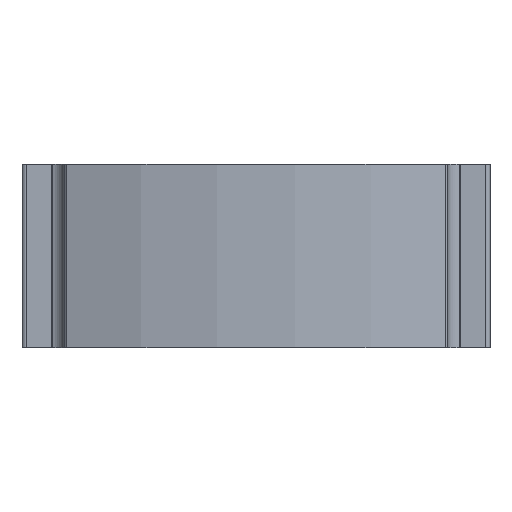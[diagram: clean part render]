
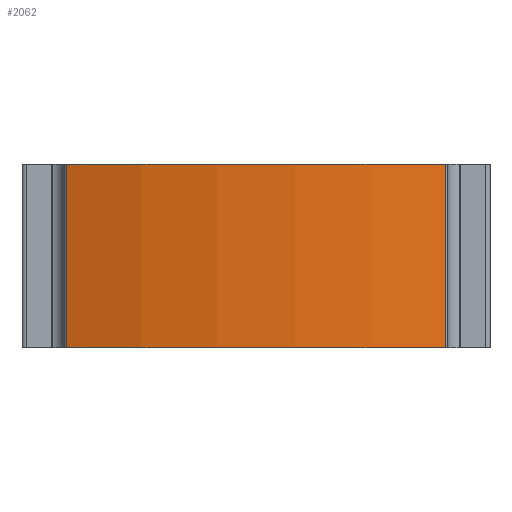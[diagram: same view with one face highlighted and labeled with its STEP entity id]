
A CAD part, front view. The second image highlights one B-rep face of the part: STEP entity #2062.
In plain terms, the highlighted cylindrical face has radius 65.857 mm (diameter 131.714 mm), a partial arc.
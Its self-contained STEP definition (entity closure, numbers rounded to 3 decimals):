
#44 = PLANE('',#45);
#45 = AXIS2_PLACEMENT_3D('',#46,#47,#48);
#46 = CARTESIAN_POINT('',(0.,0.047,0.));
#47 = DIRECTION('',(0.,0.,1.));
#48 = DIRECTION('',(1.,0.,0.));
#100 = PLANE('',#101);
#101 = AXIS2_PLACEMENT_3D('',#102,#103,#104);
#102 = CARTESIAN_POINT('',(0.,0.047,22.));
#103 = DIRECTION('',(0.,0.,1.));
#104 = DIRECTION('',(1.,0.,0.));
#314 = VERTEX_POINT('',#315);
#315 = CARTESIAN_POINT('',(-22.719,-23.904,0.));
#347 = ( BOUNDED_SURFACE() B_SPLINE_SURFACE(2,2,(
    (#348,#349,#350,#351,#352)
    ,(#353,#354,#355,#356,#357)
    ,(#358,#359,#360,#361,#362
)),.UNSPECIFIED.,.F.,.F.,.F.) B_SPLINE_SURFACE_WITH_KNOTS((3,3),(3,1,1,3
    ),(0.,22.),(-1.346,0.,22.,23.346),.UNSPECIFIED.) 
GEOMETRIC_REPRESENTATION_ITEM() RATIONAL_B_SPLINE_SURFACE((
    (1.,1.,1.,1.,1.)
    ,(0.874,0.874,0.874,0.874
      ,0.874)
,(1.,1.,1.,1.,1.))) REPRESENTATION_ITEM('') SURFACE() );
#348 = CARTESIAN_POINT('',(-23.036,-23.535,-1.346));
#349 = CARTESIAN_POINT('',(-23.036,-23.535,-0.673));
#350 = CARTESIAN_POINT('',(-23.036,-23.535,11.));
#351 = CARTESIAN_POINT('',(-23.036,-23.535,22.673));
#352 = CARTESIAN_POINT('',(-23.036,-23.535,23.346));
#353 = CARTESIAN_POINT('',(-22.98,-23.808,-1.346));
#354 = CARTESIAN_POINT('',(-22.98,-23.808,-0.673));
#355 = CARTESIAN_POINT('',(-22.98,-23.808,11.));
#356 = CARTESIAN_POINT('',(-22.98,-23.808,22.673));
#357 = CARTESIAN_POINT('',(-22.98,-23.808,23.346));
#358 = CARTESIAN_POINT('',(-22.719,-23.904,-1.346));
#359 = CARTESIAN_POINT('',(-22.719,-23.904,-0.673));
#360 = CARTESIAN_POINT('',(-22.719,-23.904,11.));
#361 = CARTESIAN_POINT('',(-22.719,-23.904,22.673));
#362 = CARTESIAN_POINT('',(-22.719,-23.904,23.346));
#379 = EDGE_CURVE('',#314,#380,#382,.T.);
#380 = VERTEX_POINT('',#381);
#381 = CARTESIAN_POINT('',(22.719,-23.904,0.));
#382 = SURFACE_CURVE('',#383,(#388,#395),.PCURVE_S1.);
#383 = CIRCLE('',#384,65.857);
#384 = AXIS2_PLACEMENT_3D('',#385,#386,#387);
#385 = CARTESIAN_POINT('',(0.,37.91,0.));
#386 = DIRECTION('',(0.,0.,1.));
#387 = DIRECTION('',(1.,0.,0.));
#388 = PCURVE('',#44,#389);
#389 = DEFINITIONAL_REPRESENTATION('',(#390),#394);
#390 = CIRCLE('',#391,65.857);
#391 = AXIS2_PLACEMENT_2D('',#392,#393);
#392 = CARTESIAN_POINT('',(0.,37.863));
#393 = DIRECTION('',(1.,0.));
#394 = ( GEOMETRIC_REPRESENTATION_CONTEXT(2) 
PARAMETRIC_REPRESENTATION_CONTEXT() REPRESENTATION_CONTEXT('2D SPACE',''
  ) );
#395 = PCURVE('',#396,#401);
#396 = CYLINDRICAL_SURFACE('',#397,65.857);
#397 = AXIS2_PLACEMENT_3D('',#398,#399,#400);
#398 = CARTESIAN_POINT('',(0.,37.91,0.));
#399 = DIRECTION('',(-0.,-0.,-1.));
#400 = DIRECTION('',(1.,0.,0.));
#401 = DEFINITIONAL_REPRESENTATION('',(#402),#406);
#402 = LINE('',#403,#404);
#403 = CARTESIAN_POINT('',(-0.,0.));
#404 = VECTOR('',#405,1.);
#405 = DIRECTION('',(-1.,0.));
#406 = ( GEOMETRIC_REPRESENTATION_CONTEXT(2) 
PARAMETRIC_REPRESENTATION_CONTEXT() REPRESENTATION_CONTEXT('2D SPACE',''
  ) );
#442 = ( BOUNDED_SURFACE() B_SPLINE_SURFACE(2,2,(
    (#443,#444,#445,#446,#447)
    ,(#448,#449,#450,#451,#452)
    ,(#453,#454,#455,#456,#457
)),.UNSPECIFIED.,.F.,.F.,.F.) B_SPLINE_SURFACE_WITH_KNOTS((3,3),(3,1,1,3
    ),(0.,22.),(-1.346,0.,22.,23.346),.UNSPECIFIED.) 
GEOMETRIC_REPRESENTATION_ITEM() RATIONAL_B_SPLINE_SURFACE((
    (1.,1.,1.,1.,1.)
    ,(0.874,0.874,0.874,0.874
      ,0.874)
,(1.,1.,1.,1.,1.))) REPRESENTATION_ITEM('') SURFACE() );
#443 = CARTESIAN_POINT('',(22.719,-23.904,-1.346));
#444 = CARTESIAN_POINT('',(22.719,-23.904,-0.673));
#445 = CARTESIAN_POINT('',(22.719,-23.904,11.));
#446 = CARTESIAN_POINT('',(22.719,-23.904,22.673));
#447 = CARTESIAN_POINT('',(22.719,-23.904,23.346));
#448 = CARTESIAN_POINT('',(22.98,-23.808,-1.346));
#449 = CARTESIAN_POINT('',(22.98,-23.808,-0.673));
#450 = CARTESIAN_POINT('',(22.98,-23.808,11.));
#451 = CARTESIAN_POINT('',(22.98,-23.808,22.673));
#452 = CARTESIAN_POINT('',(22.98,-23.808,23.346));
#453 = CARTESIAN_POINT('',(23.036,-23.535,-1.346));
#454 = CARTESIAN_POINT('',(23.036,-23.535,-0.673));
#455 = CARTESIAN_POINT('',(23.036,-23.535,11.));
#456 = CARTESIAN_POINT('',(23.036,-23.535,22.673));
#457 = CARTESIAN_POINT('',(23.036,-23.535,23.346));
#1211 = VERTEX_POINT('',#1212);
#1212 = CARTESIAN_POINT('',(-22.719,-23.904,22.));
#1260 = EDGE_CURVE('',#1211,#1261,#1263,.T.);
#1261 = VERTEX_POINT('',#1262);
#1262 = CARTESIAN_POINT('',(22.719,-23.904,22.));
#1263 = SURFACE_CURVE('',#1264,(#1269,#1276),.PCURVE_S1.);
#1264 = CIRCLE('',#1265,65.857);
#1265 = AXIS2_PLACEMENT_3D('',#1266,#1267,#1268);
#1266 = CARTESIAN_POINT('',(0.,37.91,22.));
#1267 = DIRECTION('',(0.,0.,1.));
#1268 = DIRECTION('',(1.,0.,0.));
#1269 = PCURVE('',#100,#1270);
#1270 = DEFINITIONAL_REPRESENTATION('',(#1271),#1275);
#1271 = CIRCLE('',#1272,65.857);
#1272 = AXIS2_PLACEMENT_2D('',#1273,#1274);
#1273 = CARTESIAN_POINT('',(0.,37.863));
#1274 = DIRECTION('',(1.,0.));
#1275 = ( GEOMETRIC_REPRESENTATION_CONTEXT(2) 
PARAMETRIC_REPRESENTATION_CONTEXT() REPRESENTATION_CONTEXT('2D SPACE',''
  ) );
#1276 = PCURVE('',#396,#1277);
#1277 = DEFINITIONAL_REPRESENTATION('',(#1278),#1282);
#1278 = LINE('',#1279,#1280);
#1279 = CARTESIAN_POINT('',(-0.,-22.));
#1280 = VECTOR('',#1281,1.);
#1281 = DIRECTION('',(-1.,0.));
#1282 = ( GEOMETRIC_REPRESENTATION_CONTEXT(2) 
PARAMETRIC_REPRESENTATION_CONTEXT() REPRESENTATION_CONTEXT('2D SPACE',''
  ) );
#2012 = EDGE_CURVE('',#314,#1211,#2013,.T.);
#2013 = SURFACE_CURVE('',#2014,(#2020,#2027),.PCURVE_S1.);
#2014 = B_SPLINE_CURVE_WITH_KNOTS('',2,(#2015,#2016,#2017,#2018,#2019),
  .UNSPECIFIED.,.F.,.F.,(3,1,1,3),(-1.346,0.,22.,23.346),
  .UNSPECIFIED.);
#2015 = CARTESIAN_POINT('',(-22.719,-23.904,-1.346));
#2016 = CARTESIAN_POINT('',(-22.719,-23.904,-0.673));
#2017 = CARTESIAN_POINT('',(-22.719,-23.904,11.));
#2018 = CARTESIAN_POINT('',(-22.719,-23.904,22.673));
#2019 = CARTESIAN_POINT('',(-22.719,-23.904,23.346));
#2020 = PCURVE('',#347,#2021);
#2021 = DEFINITIONAL_REPRESENTATION('',(#2022),#2026);
#2022 = LINE('',#2023,#2024);
#2023 = CARTESIAN_POINT('',(22.,0.));
#2024 = VECTOR('',#2025,1.);
#2025 = DIRECTION('',(0.,1.));
#2026 = ( GEOMETRIC_REPRESENTATION_CONTEXT(2) 
PARAMETRIC_REPRESENTATION_CONTEXT() REPRESENTATION_CONTEXT('2D SPACE',''
  ) );
#2027 = PCURVE('',#396,#2028);
#2028 = DEFINITIONAL_REPRESENTATION('',(#2029),#2032);
#2029 = B_SPLINE_CURVE_WITH_KNOTS('',1,(#2030,#2031),.UNSPECIFIED.,.F.,
  .F.,(2,2),(0.,22.),.PIECEWISE_BEZIER_KNOTS.);
#2030 = CARTESIAN_POINT('',(-4.36,0.));
#2031 = CARTESIAN_POINT('',(-4.36,-22.));
#2032 = ( GEOMETRIC_REPRESENTATION_CONTEXT(2) 
PARAMETRIC_REPRESENTATION_CONTEXT() REPRESENTATION_CONTEXT('2D SPACE',''
  ) );
#2062 = ADVANCED_FACE('',(#2063),#396,.T.);
#2063 = FACE_BOUND('',#2064,.F.);
#2064 = EDGE_LOOP('',(#2065,#2066,#2067,#2068));
#2065 = ORIENTED_EDGE('',*,*,#379,.F.);
#2066 = ORIENTED_EDGE('',*,*,#2012,.T.);
#2067 = ORIENTED_EDGE('',*,*,#1260,.T.);
#2068 = ORIENTED_EDGE('',*,*,#2069,.F.);
#2069 = EDGE_CURVE('',#380,#1261,#2070,.T.);
#2070 = SURFACE_CURVE('',#2071,(#2077,#2083),.PCURVE_S1.);
#2071 = B_SPLINE_CURVE_WITH_KNOTS('',2,(#2072,#2073,#2074,#2075,#2076),
  .UNSPECIFIED.,.F.,.F.,(3,1,1,3),(-1.346,0.,22.,23.346),
  .UNSPECIFIED.);
#2072 = CARTESIAN_POINT('',(22.719,-23.904,-1.346));
#2073 = CARTESIAN_POINT('',(22.719,-23.904,-0.673));
#2074 = CARTESIAN_POINT('',(22.719,-23.904,11.));
#2075 = CARTESIAN_POINT('',(22.719,-23.904,22.673));
#2076 = CARTESIAN_POINT('',(22.719,-23.904,23.346));
#2077 = PCURVE('',#396,#2078);
#2078 = DEFINITIONAL_REPRESENTATION('',(#2079),#2082);
#2079 = B_SPLINE_CURVE_WITH_KNOTS('',1,(#2080,#2081),.UNSPECIFIED.,.F.,
  .F.,(2,2),(0.,22.),.PIECEWISE_BEZIER_KNOTS.);
#2080 = CARTESIAN_POINT('',(-5.065,0.));
#2081 = CARTESIAN_POINT('',(-5.065,-22.));
#2082 = ( GEOMETRIC_REPRESENTATION_CONTEXT(2) 
PARAMETRIC_REPRESENTATION_CONTEXT() REPRESENTATION_CONTEXT('2D SPACE',''
  ) );
#2083 = PCURVE('',#442,#2084);
#2084 = DEFINITIONAL_REPRESENTATION('',(#2085),#2089);
#2085 = LINE('',#2086,#2087);
#2086 = CARTESIAN_POINT('',(0.,0.));
#2087 = VECTOR('',#2088,1.);
#2088 = DIRECTION('',(0.,1.));
#2089 = ( GEOMETRIC_REPRESENTATION_CONTEXT(2) 
PARAMETRIC_REPRESENTATION_CONTEXT() REPRESENTATION_CONTEXT('2D SPACE',''
  ) );
